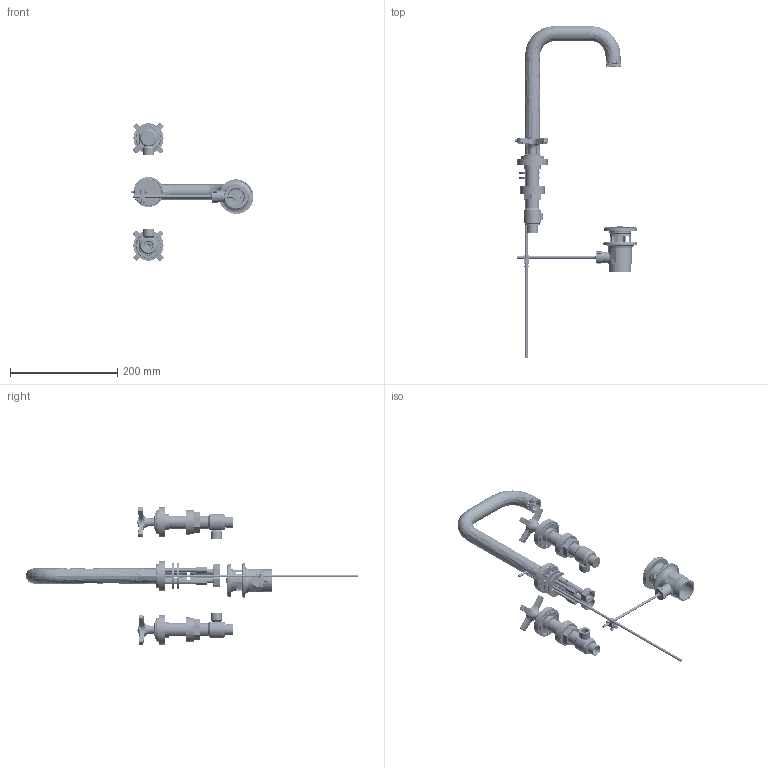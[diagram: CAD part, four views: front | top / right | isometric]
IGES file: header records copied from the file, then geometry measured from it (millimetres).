
Global section: file name: V7K16XF; native system: Autodesk Inventor 2018; preprocessor: unknown; author: clarkin; date: 20171005.102021; units: millimetre
Bounding box: 228.87 x 618.2 x 256.48 mm (x, y, z)
Volume: 514968.8 mm3; surface area: 304580.9 mm2
Topology: 67 solids, 67 shells, 6360 faces, 14754 edges, 8679 vertices
Faces by surface type: bspline 6360
